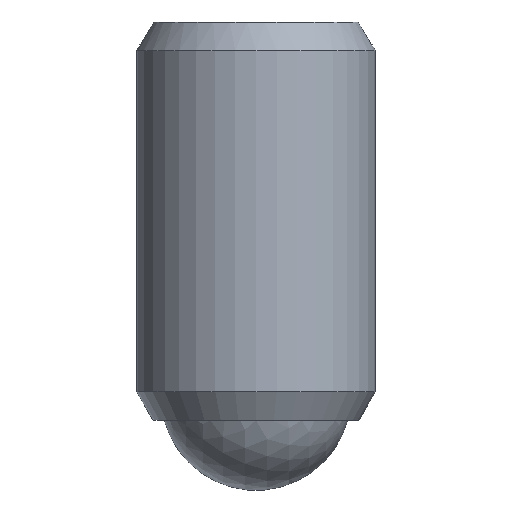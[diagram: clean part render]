
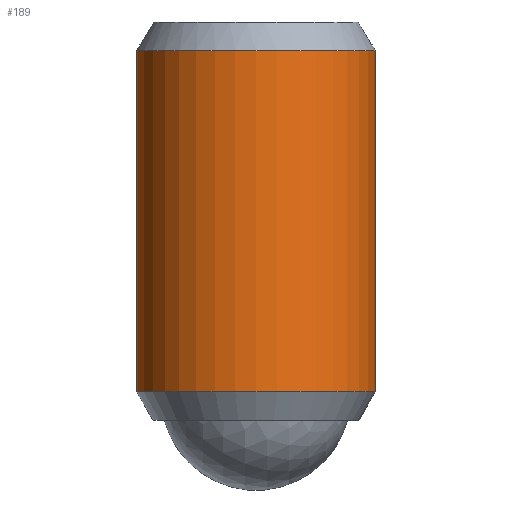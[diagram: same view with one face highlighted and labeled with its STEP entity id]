
A CAD part, front view. The second image highlights one B-rep face of the part: STEP entity #189.
In plain terms, the highlighted cylindrical face has radius 4.76 mm (diameter 9.52 mm), a partial arc.
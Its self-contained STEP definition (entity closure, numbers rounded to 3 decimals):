
#87=EDGE_CURVE('',#131,#165,#230,.T.);
#97=EDGE_CURVE('',#181,#121,#241,.T.);
#103=EDGE_CURVE('',#181,#131,#248,.T.);
#121=VERTEX_POINT('',#268);
#131=VERTEX_POINT('',#278);
#165=VERTEX_POINT('',#317);
#173=EDGE_CURVE('',#165,#121,#325,.T.);
#181=VERTEX_POINT('',#334);
#189=ADVANCED_FACE('',(#342),#343,.T.);
#230=CIRCLE('',#379,4.76);
#241=CIRCLE('',#392,4.76);
#248=LINE('',#400,#401);
#268=CARTESIAN_POINT('',(4.76,0.,17.528));
#278=CARTESIAN_POINT('',(-4.76,0.,3.932));
#317=CARTESIAN_POINT('',(4.76,0.,3.932));
#325=LINE('',#522,#523);
#334=CARTESIAN_POINT('',(-4.76,0.,17.528));
#342=FACE_OUTER_BOUND('',#562,.T.);
#343=CYLINDRICAL_SURFACE('',#563,4.76);
#379=AXIS2_PLACEMENT_3D('',#595,#596,#597);
#392=AXIS2_PLACEMENT_3D('',#613,#614,#615);
#400=CARTESIAN_POINT('',(-4.76,0.,10.73));
#401=VECTOR('',#622,1.0);
#522=CARTESIAN_POINT('',(4.76,0.,10.73));
#523=VECTOR('',#705,1.0);
#562=EDGE_LOOP('',(#721,#722,#723,#724));
#563=AXIS2_PLACEMENT_3D('',#725,#726,#727);
#595=CARTESIAN_POINT('',(0.,0.0,3.932));
#596=DIRECTION('',(0.,0.,1.0));
#597=DIRECTION('',(1.0,0.,0.));
#613=CARTESIAN_POINT('',(0.,0.0,17.528));
#614=DIRECTION('',(0.,0.,1.0));
#615=DIRECTION('',(1.0,0.,0.));
#622=DIRECTION('',(0.,-0.0,-1.0));
#705=DIRECTION('',(0.,0.0,1.0));
#721=ORIENTED_EDGE('',*,*,#173,.T.);
#722=ORIENTED_EDGE('',*,*,#97,.F.);
#723=ORIENTED_EDGE('',*,*,#103,.T.);
#724=ORIENTED_EDGE('',*,*,#87,.T.);
#725=CARTESIAN_POINT('',(0.,0.0,10.73));
#726=DIRECTION('',(0.,0.,-1.0));
#727=DIRECTION('',(1.0,0.,0.));
